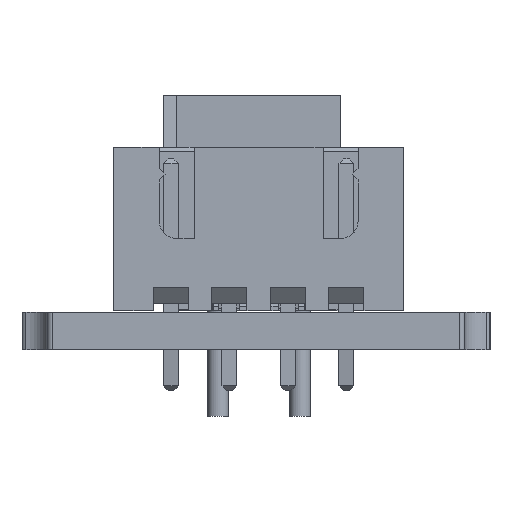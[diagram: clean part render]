
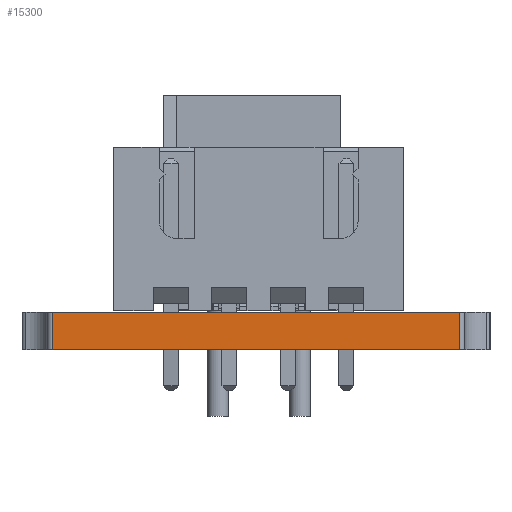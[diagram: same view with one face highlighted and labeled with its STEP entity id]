
A CAD part, left-side view. The second image highlights one B-rep face of the part: STEP entity #15300.
In plain terms, the highlighted planar face has unit normal (-1, 0, 0).
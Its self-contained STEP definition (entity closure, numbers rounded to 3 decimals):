
#14705 = VERTEX_POINT('',#14706);
#14706 = CARTESIAN_POINT('',(73.338,-46.456,0.));
#14713 = EDGE_CURVE('',#14714,#14705,#14716,.T.);
#14714 = VERTEX_POINT('',#14715);
#14715 = CARTESIAN_POINT('',(73.338,-63.886,0.));
#14716 = LINE('',#14717,#14718);
#14717 = CARTESIAN_POINT('',(73.338,-63.886,0.));
#14718 = VECTOR('',#14719,1.);
#14719 = DIRECTION('',(0.,1.,0.));
#14964 = VERTEX_POINT('',#14965);
#14965 = CARTESIAN_POINT('',(73.338,-46.456,1.6));
#14972 = EDGE_CURVE('',#14973,#14964,#14975,.T.);
#14973 = VERTEX_POINT('',#14974);
#14974 = CARTESIAN_POINT('',(73.338,-63.886,1.6));
#14975 = LINE('',#14976,#14977);
#14976 = CARTESIAN_POINT('',(73.338,-63.886,1.6));
#14977 = VECTOR('',#14978,1.);
#14978 = DIRECTION('',(0.,1.,0.));
#15270 = EDGE_CURVE('',#14705,#14964,#15271,.T.);
#15271 = LINE('',#15272,#15273);
#15272 = CARTESIAN_POINT('',(73.338,-46.456,0.));
#15273 = VECTOR('',#15274,1.);
#15274 = DIRECTION('',(0.,0.,1.));
#15300 = ADVANCED_FACE('',(#15301),#15312,.T.);
#15301 = FACE_BOUND('',#15302,.T.);
#15302 = EDGE_LOOP('',(#15303,#15309,#15310,#15311));
#15303 = ORIENTED_EDGE('',*,*,#15304,.T.);
#15304 = EDGE_CURVE('',#14714,#14973,#15305,.T.);
#15305 = LINE('',#15306,#15307);
#15306 = CARTESIAN_POINT('',(73.338,-63.886,0.));
#15307 = VECTOR('',#15308,1.);
#15308 = DIRECTION('',(0.,0.,1.));
#15309 = ORIENTED_EDGE('',*,*,#14972,.T.);
#15310 = ORIENTED_EDGE('',*,*,#15270,.F.);
#15311 = ORIENTED_EDGE('',*,*,#14713,.F.);
#15312 = PLANE('',#15313);
#15313 = AXIS2_PLACEMENT_3D('',#15314,#15315,#15316);
#15314 = CARTESIAN_POINT('',(73.338,-63.886,0.));
#15315 = DIRECTION('',(-1.,0.,0.));
#15316 = DIRECTION('',(0.,1.,0.));
